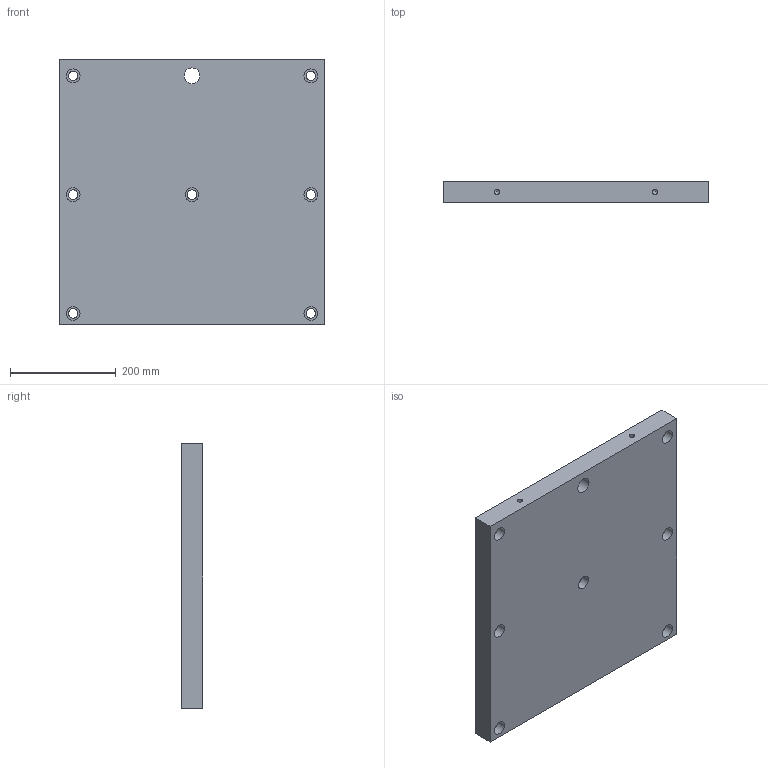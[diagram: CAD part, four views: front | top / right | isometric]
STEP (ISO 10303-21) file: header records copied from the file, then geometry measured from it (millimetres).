
FILE_DESCRIPTION( ( 'Unknown' ), '1' );
FILE_NAME( 'BP14-40500-0500.stp', 'Unknown', ( 'S.C.H' ), ( 'Unknown' ), 'XStep 1.0', 'Unknown', ' ' );
FILE_SCHEMA( ( 'CONFIG_CONTROL_DESIGN' ) );
Length unit declared in the file: millimetre
Products named in the file (1): 1
Bounding box: 500 x 40 x 500 mm (x, y, z)
Volume: 9862434.9 mm3; surface area: 599320.2 mm2
Topology: 1 solids, 1 shells, 32 faces, 77 edges, 54 vertices
Faces by surface type: cylinder 17, plane 13, cone 2
Full cylindrical faces by diameter (mm): 10.106 x2, 18 x7, 26 x7, 30 x1
Entity records: 840 total; most frequent: DIRECTION 146, CARTESIAN_POINT 123, ORIENTED_EDGE 92, EDGE_LOOP 74, AXIS2_PLACEMENT_3D 67, FACE_OUTER_BOUND 49, EDGE_CURVE 46, VERTEX_POINT 44
